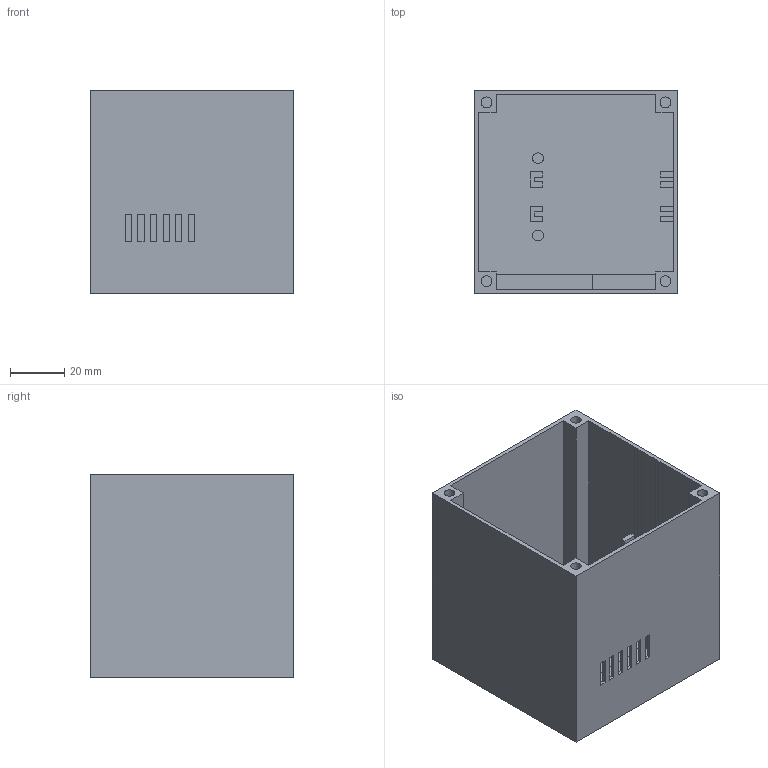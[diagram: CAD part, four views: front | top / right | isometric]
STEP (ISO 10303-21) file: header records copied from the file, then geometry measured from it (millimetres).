
FILE_DESCRIPTION(('FreeCAD Model'),'2;1');
FILE_NAME('Open CASCADE Shape Model','2025-01-25T13:36:09',(''),(''), 'Open CASCADE STEP processor 7.7','FreeCAD','Unknown');
FILE_SCHEMA(('AUTOMOTIVE_DESIGN { 1 0 10303 214 1 1 1 1 }'));
Length unit declared in the file: millimetre
Products named in the file (1): Body
Bounding box: 75 x 75 x 75 mm (x, y, z)
Volume: 96300.5 mm3; surface area: 55052.2 mm2
Topology: 1 solids, 1 shells, 224 faces, 542 edges, 326 vertices
Faces by surface type: plane 215, cylinder 9
Full cylindrical faces by diameter (mm): 4 x6
Entity records: 13510 total; most frequent: CARTESIAN_POINT 2411, DIRECTION 2076, LINE 1536, VECTOR 1536, ORIENTED_EDGE 1084, PCURVE 1084, DEFINITIONAL_REPRESENTATION 1084, EDGE_CURVE 542
